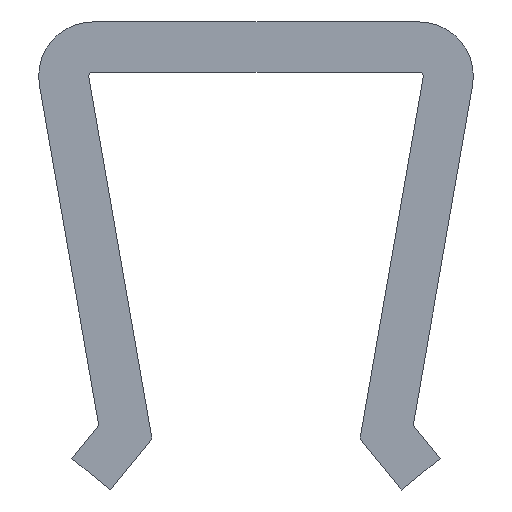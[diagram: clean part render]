
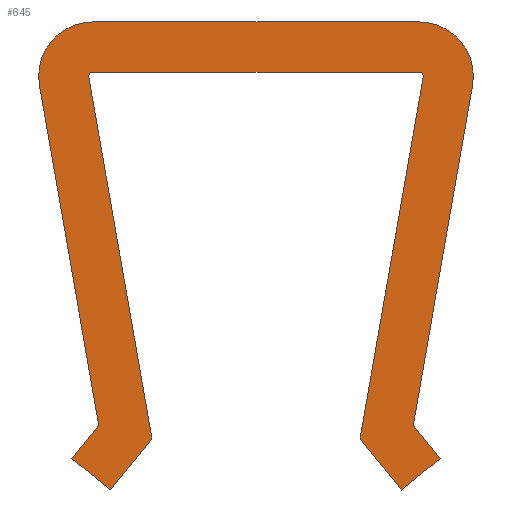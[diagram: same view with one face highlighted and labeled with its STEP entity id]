
A CAD part, front view. The second image highlights one B-rep face of the part: STEP entity #645.
In plain terms, the highlighted planar face has unit normal (0, -1, 0).
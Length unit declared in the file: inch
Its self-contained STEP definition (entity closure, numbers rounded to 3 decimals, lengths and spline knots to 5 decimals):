
#35=CARTESIAN_POINT('',(9.7684,4.62523,0.13067));
#36=VERTEX_POINT('',#35);
#43=CARTESIAN_POINT('',(9.76283,4.62523,0.11315));
#44=VERTEX_POINT('',#43);
#45=CARTESIAN_POINT('',(9.74868,4.62523,0.12729));
#46=DIRECTION('',(0.,-1.,0.));
#47=DIRECTION('',(1.,0.,0.));
#48=AXIS2_PLACEMENT_3D('',#45,#46,#47);
#49=CIRCLE('',#48,0.02);
#50=EDGE_CURVE('',#44,#36,#49,.T.);
#74=CARTESIAN_POINT('',(9.6186,4.62523,0.9885));
#75=VERTEX_POINT('',#74);
#82=CARTESIAN_POINT('',(9.6186,4.62523,0.9885));
#83=DIRECTION('',(0.172,0.,-0.985));
#84=VECTOR('',#83,1.);
#85=LINE('',#82,#84);
#86=EDGE_CURVE('',#75,#36,#85,.T.);
#106=CARTESIAN_POINT('',(9.62845,4.62523,1.00022));
#107=VERTEX_POINT('',#106);
#114=CARTESIAN_POINT('',(9.62845,4.62523,0.99022));
#115=DIRECTION('',(0.,-1.,0.));
#116=DIRECTION('',(1.,0.,0.));
#117=AXIS2_PLACEMENT_3D('',#114,#115,#116);
#118=CIRCLE('',#117,0.01);
#119=EDGE_CURVE('',#107,#75,#118,.T.);
#138=CARTESIAN_POINT('',(10.40892,4.62523,1.00022));
#139=VERTEX_POINT('',#138);
#146=CARTESIAN_POINT('',(10.40892,4.62523,1.00022));
#147=DIRECTION('',(-1.,0.,0.));
#148=VECTOR('',#147,1.);
#149=LINE('',#146,#148);
#150=EDGE_CURVE('',#139,#107,#149,.T.);
#170=CARTESIAN_POINT('',(10.41877,4.62523,0.9885));
#171=VERTEX_POINT('',#170);
#178=CARTESIAN_POINT('',(10.40892,4.62523,0.99022));
#179=DIRECTION('',(0.,-1.,0.));
#180=DIRECTION('',(1.,0.,0.));
#181=AXIS2_PLACEMENT_3D('',#178,#179,#180);
#182=CIRCLE('',#181,0.01);
#183=EDGE_CURVE('',#171,#139,#182,.T.);
#202=CARTESIAN_POINT('',(10.26897,4.62523,0.13067));
#203=VERTEX_POINT('',#202);
#210=CARTESIAN_POINT('',(10.41877,4.62523,0.9885));
#211=DIRECTION('',(-0.172,0.,-0.985));
#212=VECTOR('',#211,1.);
#213=LINE('',#210,#212);
#214=EDGE_CURVE('',#171,#203,#213,.T.);
#234=CARTESIAN_POINT('',(10.27454,4.62523,0.11315));
#235=VERTEX_POINT('',#234);
#242=CARTESIAN_POINT('',(10.28868,4.62523,0.12729));
#243=DIRECTION('',(0.,-1.,0.));
#244=DIRECTION('',(1.,0.,0.));
#245=AXIS2_PLACEMENT_3D('',#242,#243,#244);
#246=CIRCLE('',#245,0.02);
#247=EDGE_CURVE('',#203,#235,#246,.T.);
#266=CARTESIAN_POINT('',(10.36668,4.62523,0.));
#267=VERTEX_POINT('',#266);
#274=CARTESIAN_POINT('',(10.36668,4.62523,0.));
#275=DIRECTION('',(-0.631,0.,0.775));
#276=VECTOR('',#275,1.);
#277=LINE('',#274,#276);
#278=EDGE_CURVE('',#267,#235,#277,.T.);
#297=CARTESIAN_POINT('',(10.45973,4.62523,0.07577));
#298=VERTEX_POINT('',#297);
#305=CARTESIAN_POINT('',(10.45973,4.62523,0.07577));
#306=DIRECTION('',(-0.775,0.,-0.631));
#307=VECTOR('',#306,1.);
#308=LINE('',#305,#307);
#309=EDGE_CURVE('',#298,#267,#308,.T.);
#328=CARTESIAN_POINT('',(10.39507,4.62523,0.15518));
#329=VERTEX_POINT('',#328);
#336=CARTESIAN_POINT('',(10.45973,4.62523,0.07577));
#337=DIRECTION('',(-0.631,0.,0.775));
#338=VECTOR('',#337,1.);
#339=LINE('',#336,#338);
#340=EDGE_CURVE('',#298,#329,#339,.T.);
#359=CARTESIAN_POINT('',(10.53698,4.62523,0.96786));
#360=VERTEX_POINT('',#359);
#367=CARTESIAN_POINT('',(10.53698,4.62523,0.96786));
#368=DIRECTION('',(-0.172,0.,-0.985));
#369=VECTOR('',#368,1.);
#370=LINE('',#367,#369);
#371=EDGE_CURVE('',#360,#329,#370,.T.);
#391=CARTESIAN_POINT('',(10.40892,4.62523,1.12022));
#392=VERTEX_POINT('',#391);
#399=CARTESIAN_POINT('',(10.40892,4.62523,0.99022));
#400=DIRECTION('',(0.,-1.,0.));
#401=DIRECTION('',(1.,0.,0.));
#402=AXIS2_PLACEMENT_3D('',#399,#400,#401);
#403=CIRCLE('',#402,0.13);
#404=EDGE_CURVE('',#360,#392,#403,.T.);
#423=CARTESIAN_POINT('',(9.62845,4.62523,1.12022));
#424=VERTEX_POINT('',#423);
#431=CARTESIAN_POINT('',(10.40892,4.62523,1.12022));
#432=DIRECTION('',(-1.,0.,0.));
#433=VECTOR('',#432,1.);
#434=LINE('',#431,#433);
#435=EDGE_CURVE('',#392,#424,#434,.T.);
#455=CARTESIAN_POINT('',(9.50038,4.62523,0.96786));
#456=VERTEX_POINT('',#455);
#463=CARTESIAN_POINT('',(9.62845,4.62523,0.99022));
#464=DIRECTION('',(0.,-1.,0.));
#465=DIRECTION('',(1.,0.,0.));
#466=AXIS2_PLACEMENT_3D('',#463,#464,#465);
#467=CIRCLE('',#466,0.13);
#468=EDGE_CURVE('',#424,#456,#467,.T.);
#487=CARTESIAN_POINT('',(9.6423,4.62523,0.15518));
#488=VERTEX_POINT('',#487);
#495=CARTESIAN_POINT('',(9.50038,4.62523,0.96786));
#496=DIRECTION('',(0.172,0.,-0.985));
#497=VECTOR('',#496,1.);
#498=LINE('',#495,#497);
#499=EDGE_CURVE('',#456,#488,#498,.T.);
#518=CARTESIAN_POINT('',(9.57764,4.62523,0.07577));
#519=VERTEX_POINT('',#518);
#526=CARTESIAN_POINT('',(9.57764,4.62523,0.07577));
#527=DIRECTION('',(0.631,0.,0.775));
#528=VECTOR('',#527,1.);
#529=LINE('',#526,#528);
#530=EDGE_CURVE('',#519,#488,#529,.T.);
#549=CARTESIAN_POINT('',(9.67069,4.62523,0.));
#550=VERTEX_POINT('',#549);
#557=CARTESIAN_POINT('',(9.57764,4.62523,0.07577));
#558=DIRECTION('',(0.775,0.,-0.631));
#559=VECTOR('',#558,1.);
#560=LINE('',#557,#559);
#561=EDGE_CURVE('',#519,#550,#560,.T.);
#579=CARTESIAN_POINT('',(9.67069,4.62523,0.));
#580=DIRECTION('',(0.631,0.,0.775));
#581=VECTOR('',#580,1.);
#582=LINE('',#579,#581);
#583=EDGE_CURVE('',#550,#44,#582,.T.);
#620=ORIENTED_EDGE('',*,*,#583,.T.);
#621=ORIENTED_EDGE('',*,*,#50,.T.);
#622=ORIENTED_EDGE('',*,*,#86,.F.);
#623=ORIENTED_EDGE('',*,*,#119,.F.);
#624=ORIENTED_EDGE('',*,*,#150,.F.);
#625=ORIENTED_EDGE('',*,*,#183,.F.);
#626=ORIENTED_EDGE('',*,*,#214,.T.);
#627=ORIENTED_EDGE('',*,*,#247,.T.);
#628=ORIENTED_EDGE('',*,*,#278,.F.);
#629=ORIENTED_EDGE('',*,*,#309,.F.);
#630=ORIENTED_EDGE('',*,*,#340,.T.);
#631=ORIENTED_EDGE('',*,*,#371,.F.);
#632=ORIENTED_EDGE('',*,*,#404,.T.);
#633=ORIENTED_EDGE('',*,*,#435,.T.);
#634=ORIENTED_EDGE('',*,*,#468,.T.);
#635=ORIENTED_EDGE('',*,*,#499,.T.);
#636=ORIENTED_EDGE('',*,*,#530,.F.);
#637=ORIENTED_EDGE('',*,*,#561,.T.);
#638=EDGE_LOOP('',(#620,#621,#622,#623,#624,#625,#626,#627,#628,#629,#630,#631,#632,#633,#634,#635,#636,#637));
#639=FACE_OUTER_BOUND('',#638,.T.);
#640=CARTESIAN_POINT('',(9.69947,4.62523,0.03534));
#641=DIRECTION('',(0.,-1.,0.));
#642=DIRECTION('',(1.,0.,0.));
#643=AXIS2_PLACEMENT_3D('',#640,#641,#642);
#644=PLANE('',#643);
#645=ADVANCED_FACE('',(#639),#644,.T.);
